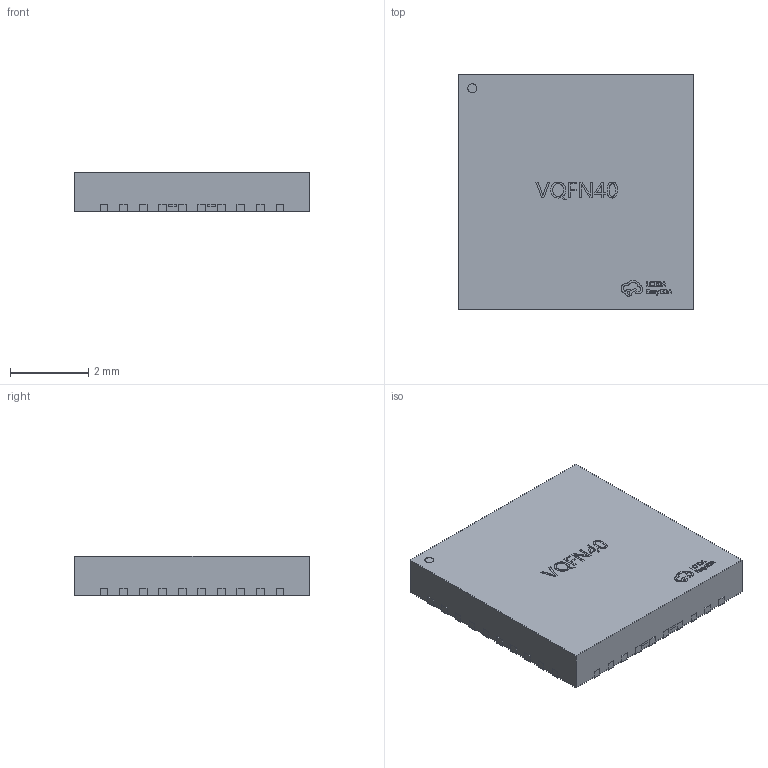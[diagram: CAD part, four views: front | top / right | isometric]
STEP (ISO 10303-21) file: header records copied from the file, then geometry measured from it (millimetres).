
FILE_DESCRIPTION (( 'STEP AP214' ), '1' );
FILE_NAME ('VQFN-40_L6.0-W6.0-H1.0-P0.50.step', '2022-07-15T04:14:41', ( '' ), ( '' ), 'SwSTEP 2.0', 'SolidWorks 2020', '' );
FILE_SCHEMA (( 'AUTOMOTIVE_DESIGN' ));
Length unit declared in the file: millimetre
Products named in the file (1): VQFN-40_L6.0-W6.0-H1.0-P0.50
Bounding box: 6.02 x 6.02 x 1.02 mm (x, y, z)
Volume: 36.4 mm3; surface area: 108.2 mm2
Topology: 54 solids, 54 shells, 629 faces, 1506 edges, 1004 vertices
Faces by surface type: plane 449, bspline 138, cylinder 42
Entity records: 27974 total; most frequent: CARTESIAN_POINT 6710, ORIENTED_EDGE 3012, DIRECTION 2294, EDGE_CURVE 1506, VECTOR 1142, LINE 1142, VERTEX_POINT 1004, UNCERTAINTY_MEASURE_WITH_UNIT 685
